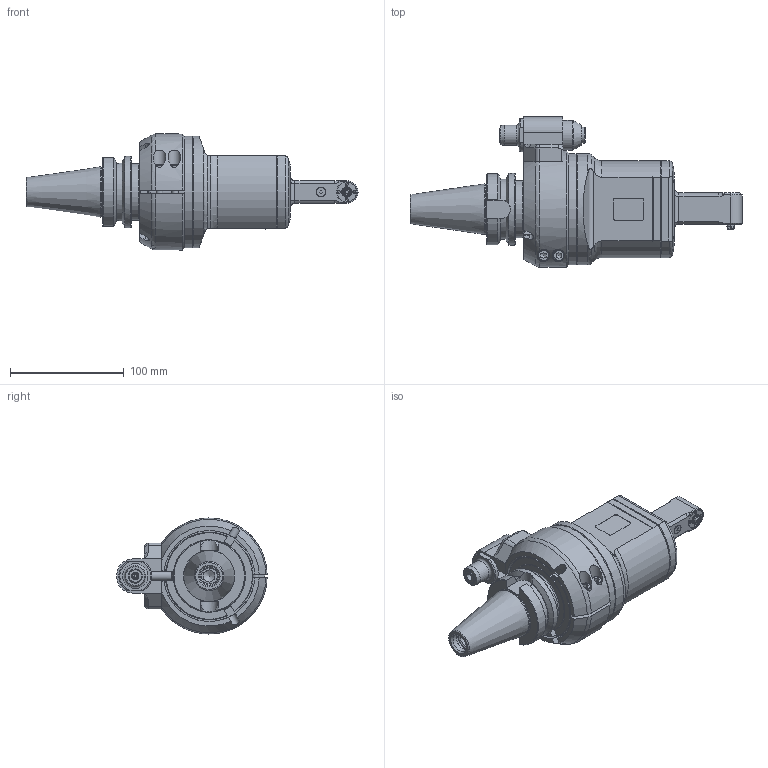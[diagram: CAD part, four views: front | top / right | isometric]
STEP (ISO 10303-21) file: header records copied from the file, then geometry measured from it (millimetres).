
FILE_DESCRIPTION(/* description */ ('9.FS9.03000-1B40'),/* implementation_level */ '2;1');
FILE_NAME(/* name */ '9.FS9.03000-1B40.stp',/* time_stamp */ '2021-07-23T09:43:28-04:00',/* author */ ('jkrenzer'),/* organization */ (''),/* preprocessor_version */ 'ST-DEVELOPER v16.13',/* originating_system */ 'Autodesk Inventor 2018',/* authorisation */ '');
FILE_SCHEMA (('AUTOMOTIVE_DESIGN { 1 0 10303 214 3 1 1 }'));
Products named in the file (3): 9.FS9.03000-1B40; 9_GA1_346_2; 9_FS9_03000
Assembly tree (2 placements, depth 2):
  9.FS9.03000-1B40
    9_GA1_346_2
    9_FS9_03000
Bounding box: 291.89 x 132.23 x 101.99 mm (x, y, z)
Volume: 829590.8 mm3; surface area: 143551 mm2
Topology: 6 solids, 9 shells, 522 faces, 1316 edges, 852 vertices
Faces by surface type: plane 255, cylinder 132, cone 93, torus 32, bspline 8, sphere 2
Full cylindrical faces by diameter (mm): 2.5 x3, 2.6 x6, 3 x3, 4.2 x4, 5 x2, 6 x4, 6.5 x1, 7 x1, 8 x3, 8.5 x2, 9 x1, 9.1 x1, 10 x4, 10.4 x2, 11 x2, 12 x3, 12.5 x1, 13 x1, 14 x2, 17 x1, 17.6 x1, 18 x2, 19 x1, 26 x1, 27 x1, 38 x2, 43.85 x1, 50 x1, 63 x1, 65 x1
Entity records: 45467 total; most frequent: CARTESIAN_POINT 33954, DIRECTION 2317, ORIENTED_EDGE 2264, EDGE_CURVE 1131, AXIS2_PLACEMENT_3D 897, VERTEX_POINT 789, EDGE_LOOP 696, LINE 523
